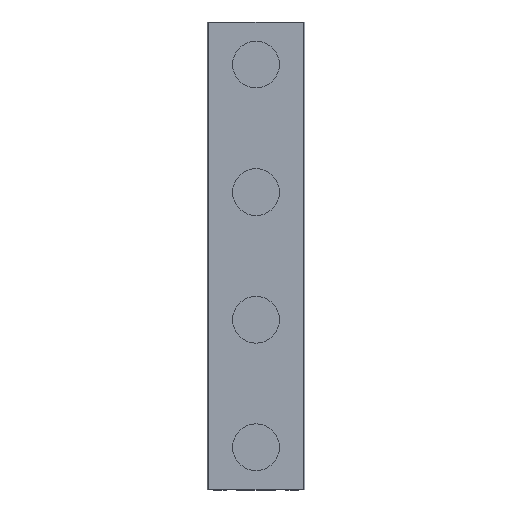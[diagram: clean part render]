
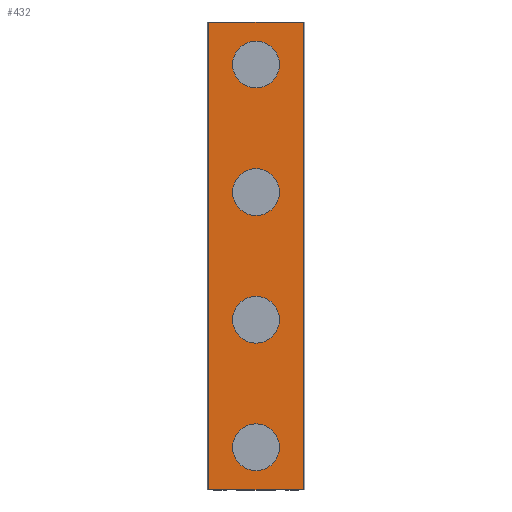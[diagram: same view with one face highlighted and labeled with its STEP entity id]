
A CAD part, top view. The second image highlights one B-rep face of the part: STEP entity #432.
In plain terms, the highlighted planar face has unit normal (0, 0, 1).
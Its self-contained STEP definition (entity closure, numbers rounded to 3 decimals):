
#432=ADVANCED_FACE('',(#895,#896,#897,#898,#899),#900,.T.);
#895=FACE_BOUND('',#1378,.T.);
#896=FACE_BOUND('',#1379,.T.);
#897=FACE_BOUND('',#1380,.T.);
#898=FACE_BOUND('',#1381,.T.);
#899=FACE_OUTER_BOUND('',#1382,.T.);
#900=PLANE('',#1383);
#1378=EDGE_LOOP('',(#2668,#2669));
#1379=EDGE_LOOP('',(#2670,#2671));
#1380=EDGE_LOOP('',(#2672,#2673));
#1381=EDGE_LOOP('',(#2674,#2675));
#1382=EDGE_LOOP('',(#2676,#2677,#2678,#2679));
#1383=AXIS2_PLACEMENT_3D('',#2680,#2681,#2682);
#2668=ORIENTED_EDGE('',*,*,#2921,.T.);
#2669=ORIENTED_EDGE('',*,*,#3315,.T.);
#2670=ORIENTED_EDGE('',*,*,#2911,.T.);
#2671=ORIENTED_EDGE('',*,*,#3321,.T.);
#2672=ORIENTED_EDGE('',*,*,#2901,.T.);
#2673=ORIENTED_EDGE('',*,*,#3327,.T.);
#2674=ORIENTED_EDGE('',*,*,#2891,.T.);
#2675=ORIENTED_EDGE('',*,*,#3333,.T.);
#2676=ORIENTED_EDGE('',*,*,#3288,.T.);
#2677=ORIENTED_EDGE('',*,*,#3392,.F.);
#2678=ORIENTED_EDGE('',*,*,#3149,.T.);
#2679=ORIENTED_EDGE('',*,*,#3390,.T.);
#2680=CARTESIAN_POINT('',(0.,110.0,23.6));
#2681=DIRECTION('',(0.0,0.0,1.0));
#2682=DIRECTION('',(-1.0,0.0,0.0));
#2891=EDGE_CURVE('',#3456,#3453,#3457,.T.);
#2901=EDGE_CURVE('',#3474,#3471,#3475,.T.);
#2911=EDGE_CURVE('',#3492,#3489,#3493,.T.);
#2921=EDGE_CURVE('',#3510,#3507,#3511,.T.);
#3149=EDGE_CURVE('',#3859,#3857,#3860,.T.);
#3288=EDGE_CURVE('',#4092,#4090,#4093,.T.);
#3315=EDGE_CURVE('',#3507,#3510,#4144,.T.);
#3321=EDGE_CURVE('',#3489,#3492,#4150,.T.);
#3327=EDGE_CURVE('',#3471,#3474,#4156,.T.);
#3333=EDGE_CURVE('',#3453,#3456,#4162,.T.);
#3390=EDGE_CURVE('',#3857,#4092,#4219,.T.);
#3392=EDGE_CURVE('',#3859,#4090,#4221,.T.);
#3453=VERTEX_POINT('',#4284);
#3456=VERTEX_POINT('',#4288);
#3457=CIRCLE('',#4289,5.5);
#3471=VERTEX_POINT('',#4306);
#3474=VERTEX_POINT('',#4310);
#3475=CIRCLE('',#4311,5.5);
#3489=VERTEX_POINT('',#4328);
#3492=VERTEX_POINT('',#4332);
#3493=CIRCLE('',#4333,5.5);
#3507=VERTEX_POINT('',#4350);
#3510=VERTEX_POINT('',#4354);
#3511=CIRCLE('',#4355,5.5);
#3857=VERTEX_POINT('',#4840);
#3859=VERTEX_POINT('',#4843);
#3860=LINE('',#4844,#4845);
#4090=VERTEX_POINT('',#5170);
#4092=VERTEX_POINT('',#5173);
#4093=LINE('',#5174,#5175);
#4144=CIRCLE('',#5242,5.5);
#4150=CIRCLE('',#5248,5.5);
#4156=CIRCLE('',#5254,5.5);
#4162=CIRCLE('',#5260,5.5);
#4219=LINE('',#5343,#5344);
#4221=LINE('',#5346,#5347);
#4284=CARTESIAN_POINT('',(5.5,10.0,23.6));
#4288=CARTESIAN_POINT('',(-5.5,10.0,23.6));
#4289=AXIS2_PLACEMENT_3D('',#5431,#5432,#5433);
#4306=CARTESIAN_POINT('',(5.5,40.0,23.6));
#4310=CARTESIAN_POINT('',(-5.5,40.0,23.6));
#4311=AXIS2_PLACEMENT_3D('',#5447,#5448,#5449);
#4328=CARTESIAN_POINT('',(5.5,70.0,23.6));
#4332=CARTESIAN_POINT('',(-5.5,70.0,23.6));
#4333=AXIS2_PLACEMENT_3D('',#5463,#5464,#5465);
#4350=CARTESIAN_POINT('',(5.5,100.0,23.6));
#4354=CARTESIAN_POINT('',(-5.5,100.0,23.6));
#4355=AXIS2_PLACEMENT_3D('',#5479,#5480,#5481);
#4840=CARTESIAN_POINT('',(-11.1,110.0,23.6));
#4843=CARTESIAN_POINT('',(11.1,110.0,23.6));
#4844=CARTESIAN_POINT('',(11.1,110.0,23.6));
#4845=VECTOR('',#5712,1.0);
#5170=CARTESIAN_POINT('',(11.1,0.0,23.6));
#5173=CARTESIAN_POINT('',(-11.1,0.0,23.6));
#5174=CARTESIAN_POINT('',(11.1,0.0,23.6));
#5175=VECTOR('',#5863,1.0);
#5242=AXIS2_PLACEMENT_3D('',#5907,#5908,#5909);
#5248=AXIS2_PLACEMENT_3D('',#5916,#5917,#5918);
#5254=AXIS2_PLACEMENT_3D('',#5925,#5926,#5927);
#5260=AXIS2_PLACEMENT_3D('',#5934,#5935,#5936);
#5343=CARTESIAN_POINT('',(-11.1,110.0,23.6));
#5344=VECTOR('',#5969,1.0);
#5346=CARTESIAN_POINT('',(11.1,110.0,23.6));
#5347=VECTOR('',#5970,1.0);
#5431=CARTESIAN_POINT('',(0.0,10.0,23.6));
#5432=DIRECTION('',(0.0,0.0,-1.0));
#5433=DIRECTION('',(1.0,0.0,0.0));
#5447=CARTESIAN_POINT('',(0.0,40.0,23.6));
#5448=DIRECTION('',(0.0,0.0,-1.0));
#5449=DIRECTION('',(1.0,0.0,0.0));
#5463=CARTESIAN_POINT('',(0.0,70.0,23.6));
#5464=DIRECTION('',(0.0,0.0,-1.0));
#5465=DIRECTION('',(1.0,0.0,0.0));
#5479=CARTESIAN_POINT('',(0.0,100.0,23.6));
#5480=DIRECTION('',(0.0,0.0,-1.0));
#5481=DIRECTION('',(1.0,0.0,0.0));
#5712=DIRECTION('',(-1.0,0.0,0.0));
#5863=DIRECTION('',(1.0,0.0,0.0));
#5907=CARTESIAN_POINT('',(0.0,100.0,23.6));
#5908=DIRECTION('',(0.0,0.0,-1.0));
#5909=DIRECTION('',(1.0,0.0,0.0));
#5916=CARTESIAN_POINT('',(0.0,70.0,23.6));
#5917=DIRECTION('',(0.0,0.0,-1.0));
#5918=DIRECTION('',(1.0,0.0,0.0));
#5925=CARTESIAN_POINT('',(0.0,40.0,23.6));
#5926=DIRECTION('',(0.0,0.0,-1.0));
#5927=DIRECTION('',(1.0,0.0,0.0));
#5934=CARTESIAN_POINT('',(0.0,10.0,23.6));
#5935=DIRECTION('',(0.0,0.0,-1.0));
#5936=DIRECTION('',(1.0,0.0,0.0));
#5969=DIRECTION('',(0.0,-1.0,0.0));
#5970=DIRECTION('',(0.0,-1.0,0.0));
